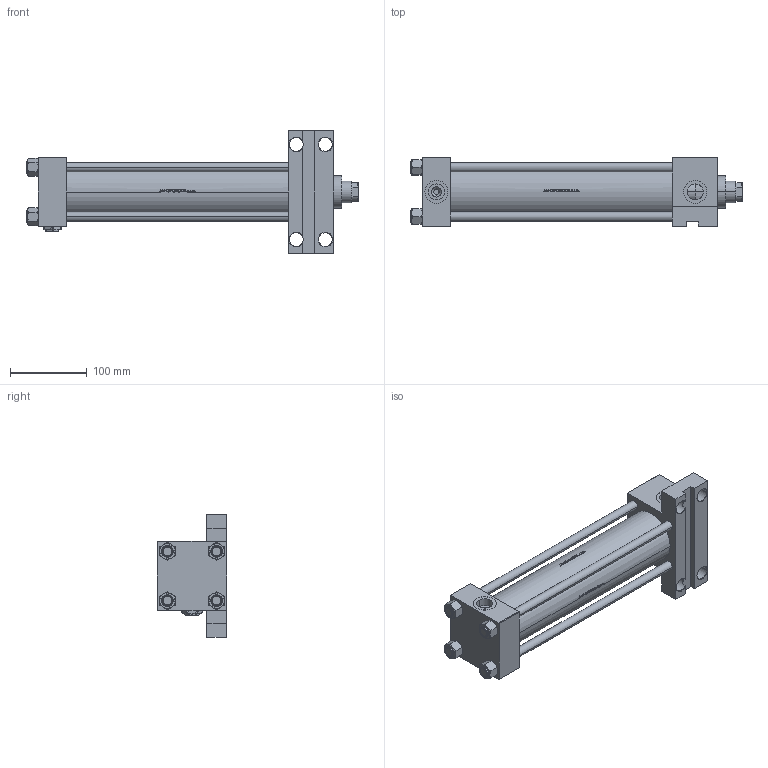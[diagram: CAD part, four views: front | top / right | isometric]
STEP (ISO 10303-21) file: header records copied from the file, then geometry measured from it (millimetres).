
FILE_DESCRIPTION (( 'STEP AP203' ), '1' );
FILE_NAME ('96dc.STEP', '2022-04-16T01:41:44', ( '' ), ( '' ), 'SwSTEP 2.0', 'SolidWorks 2019', '' );
FILE_SCHEMA (( 'CONFIG_CONTROL_DESIGN' ));
Length unit declared in the file: millimetre
Products named in the file (7): V215_VC_A 2c391972d7a4272ee5ec88ecdef2d1ff; 96dc; Zatka_pro_OIL_PORT 2c391972d7a4272ee5ec88ecdef2d1ff; NUT_M5_F 2c391972d7a4272ee5ec88ecdef2d1ff; V215CR_F_Body 2c391972d7a4272ee5ec88ecdef2d1ff; V215CR_F_TYCINKA 2c391972d7a4272ee5ec88ecdef2d1ff; V215CR_VCP_F 2c391972d7a4272ee5ec88ecdef2d1ff
Assembly tree (13 placements, depth 2):
  96dc
    V215CR_F_Body 2c391972d7a4272ee5ec88ecdef2d1ff
    V215CR_VCP_F 2c391972d7a4272ee5ec88ecdef2d1ff
    V215CR_F_TYCINKA 2c391972d7a4272ee5ec88ecdef2d1ff  x4
    NUT_M5_F 2c391972d7a4272ee5ec88ecdef2d1ff  x4
    V215_VC_A 2c391972d7a4272ee5ec88ecdef2d1ff
    Zatka_pro_OIL_PORT 2c391972d7a4272ee5ec88ecdef2d1ff  x2
Bounding box: 433 x 90 x 160 mm (x, y, z)
Volume: 1401328.8 mm3; surface area: 349289.2 mm2
Topology: 13 solids, 13 shells, 1218 faces, 3056 edges, 1953 vertices
Faces by surface type: plane 488, bspline 380, cone 194, cylinder 148, torus 8
Entity records: 50388 total; most frequent: CARTESIAN_POINT 26673, ORIENTED_EDGE 5412, DIRECTION 3456, EDGE_CURVE 2706, VERTEX_POINT 1751, LINE 1374, VECTOR 1374, EDGE_LOOP 1167
